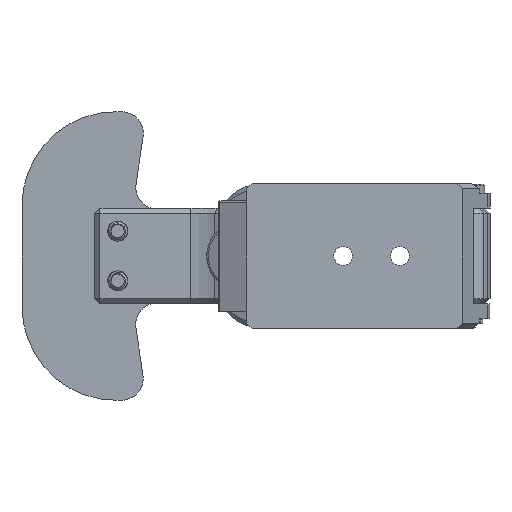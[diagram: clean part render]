
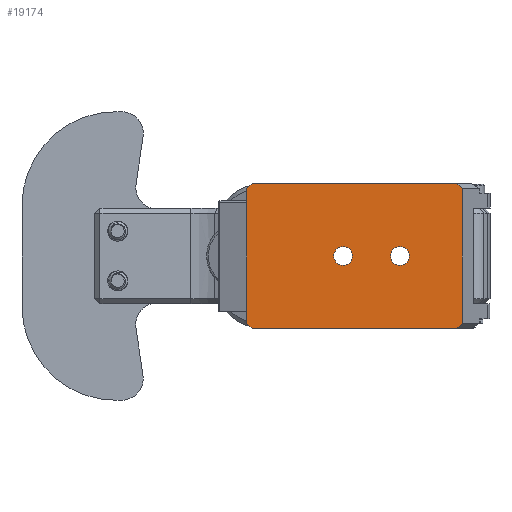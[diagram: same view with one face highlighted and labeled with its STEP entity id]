
A CAD part, front view. The second image highlights one B-rep face of the part: STEP entity #19174.
In plain terms, the highlighted planar face has unit normal (0, -1, 0).
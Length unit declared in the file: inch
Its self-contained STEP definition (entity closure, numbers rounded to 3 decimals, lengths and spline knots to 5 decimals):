
#156 = AXIS2_PLACEMENT_3D ( 'NONE', #1392, #16475, #3572 ) ;
#283 = CARTESIAN_POINT ( 'NONE',  ( 0.79973, 0., -1. ) ) ;
#489 = EDGE_CURVE ( 'NONE', #19366, #16319, #6977, .T. ) ;
#729 = VECTOR ( 'NONE', #21918, 39.37008 ) ;
#740 = CARTESIAN_POINT ( 'NONE',  ( 0.03862, 0., 0. ) ) ;
#1023 = DIRECTION ( 'NONE',  ( -0.741, 0., 0.672 ) ) ;
#1392 = CARTESIAN_POINT ( 'NONE',  ( 1.06299, 0., -0.5 ) ) ;
#1655 = DIRECTION ( 'NONE',  ( 0., 0., -1. ) ) ;
#1725 = ORIENTED_EDGE ( 'NONE', *, *, #6196, .T. ) ;
#1848 = CARTESIAN_POINT ( 'NONE',  ( 0.03862, 0., 0. ) ) ;
#1911 = CARTESIAN_POINT ( 'NONE',  ( 1.45744, 0., 0. ) ) ;
#2679 = DIRECTION ( 'NONE',  ( 0., 1., 0. ) ) ;
#2689 = ORIENTED_EDGE ( 'NONE', *, *, #3573, .T. ) ;
#2927 = VECTOR ( 'NONE', #24411, 39.37008 ) ;
#3225 = LINE ( 'NONE', #7630, #14706 ) ;
#3572 = DIRECTION ( 'NONE',  ( 0., 0., -1. ) ) ;
#3573 = EDGE_CURVE ( 'NONE', #4515, #17471, #25250, .T. ) ;
#3829 = FACE_BOUND ( 'NONE', #6010, .T. ) ;
#3864 = ORIENTED_EDGE ( 'NONE', *, *, #6871, .F. ) ;
#4281 = EDGE_CURVE ( 'NONE', #20590, #4515, #27247, .T. ) ;
#4515 = VERTEX_POINT ( 'NONE', #10065 ) ;
#4557 = CARTESIAN_POINT ( 'NONE',  ( 1.45744, 0., -1. ) ) ;
#5068 = AXIS2_PLACEMENT_3D ( 'NONE', #21614, #8655, #23794 ) ;
#5094 = ORIENTED_EDGE ( 'NONE', *, *, #26155, .T. ) ;
#5335 = ORIENTED_EDGE ( 'NONE', *, *, #6812, .T. ) ;
#5626 = EDGE_LOOP ( 'NONE', ( #2689, #10092, #25412, #16162, #3864, #5094, #1725, #20924 ) ) ;
#6010 = EDGE_LOOP ( 'NONE', ( #26569, #5335 ) ) ;
#6196 = EDGE_CURVE ( 'NONE', #18435, #20590, #26126, .T. ) ;
#6207 = LINE ( 'NONE', #10985, #7145 ) ;
#6329 = VECTOR ( 'NONE', #13510, 39.37008 ) ;
#6498 = LINE ( 'NONE', #283, #729 ) ;
#6520 = CIRCLE ( 'NONE', #14668, 0.06496 ) ;
#6682 = ORIENTED_EDGE ( 'NONE', *, *, #10257, .T. ) ;
#6735 = VERTEX_POINT ( 'NONE', #21355 ) ;
#6812 = EDGE_CURVE ( 'NONE', #15453, #21792, #19329, .T. ) ;
#6871 = EDGE_CURVE ( 'NONE', #26507, #16319, #6207, .T. ) ;
#6977 = LINE ( 'NONE', #17849, #6329 ) ;
#7145 = VECTOR ( 'NONE', #23967, 39.37008 ) ;
#7278 = CARTESIAN_POINT ( 'NONE',  ( 0.03862, 0., -1. ) ) ;
#7630 = CARTESIAN_POINT ( 'NONE',  ( 1.49606, 0., -0.035 ) ) ;
#7900 = ORIENTED_EDGE ( 'NONE', *, *, #15359, .T. ) ;
#8655 = DIRECTION ( 'NONE',  ( 0., 1., 0. ) ) ;
#9279 = CARTESIAN_POINT ( 'NONE',  ( 0.66929, 0., -0.5 ) ) ;
#9290 = VECTOR ( 'NONE', #22268, 39.37008 ) ;
#9755 = CARTESIAN_POINT ( 'NONE',  ( 1.49606, 0., -0.035 ) ) ;
#10065 = CARTESIAN_POINT ( 'NONE',  ( 0., 0., -0.035 ) ) ;
#10092 = ORIENTED_EDGE ( 'NONE', *, *, #23538, .T. ) ;
#10257 = EDGE_CURVE ( 'NONE', #6735, #27770, #13828, .T. ) ;
#10985 = CARTESIAN_POINT ( 'NONE',  ( 1.49606, 0., -0.5 ) ) ;
#11110 = CIRCLE ( 'NONE', #156, 0.06496 ) ;
#11231 = VERTEX_POINT ( 'NONE', #7278 ) ;
#11434 = DIRECTION ( 'NONE',  ( 0., 0., -1. ) ) ;
#12101 = LINE ( 'NONE', #19719, #22955 ) ;
#13510 = DIRECTION ( 'NONE',  ( 0.741, 0., 0.672 ) ) ;
#13828 = CIRCLE ( 'NONE', #26130, 0.06496 ) ;
#14575 = DIRECTION ( 'NONE',  ( 0., -1., 0. ) ) ;
#14668 = AXIS2_PLACEMENT_3D ( 'NONE', #9279, #24403, #11434 ) ;
#14706 = VECTOR ( 'NONE', #1023, 39.37008 ) ;
#15271 = FACE_BOUND ( 'NONE', #15459, .T. ) ;
#15359 = EDGE_CURVE ( 'NONE', #27770, #6735, #11110, .T. ) ;
#15453 = VERTEX_POINT ( 'NONE', #20940 ) ;
#15459 = EDGE_LOOP ( 'NONE', ( #7900, #6682 ) ) ;
#15597 = CARTESIAN_POINT ( 'NONE',  ( 1.06299, 0., -0.5 ) ) ;
#16162 = ORIENTED_EDGE ( 'NONE', *, *, #489, .T. ) ;
#16319 = VERTEX_POINT ( 'NONE', #18806 ) ;
#16475 = DIRECTION ( 'NONE',  ( 0., 1., 0. ) ) ;
#16661 = CARTESIAN_POINT ( 'NONE',  ( 0., 0., -0.965 ) ) ;
#17471 = VERTEX_POINT ( 'NONE', #16661 ) ;
#17757 = DIRECTION ( 'NONE',  ( 0., 0., -1. ) ) ;
#17849 = CARTESIAN_POINT ( 'NONE',  ( 1.45744, 0., -1. ) ) ;
#18435 = VERTEX_POINT ( 'NONE', #1911 ) ;
#18806 = CARTESIAN_POINT ( 'NONE',  ( 1.49606, 0., -0.965 ) ) ;
#18948 = EDGE_CURVE ( 'NONE', #21792, #15453, #6520, .T. ) ;
#19174 = ADVANCED_FACE ( 'NONE', ( #15271, #3829, #20356 ), #25368, .T. ) ;
#19329 = CIRCLE ( 'NONE', #5068, 0.06496 ) ;
#19366 = VERTEX_POINT ( 'NONE', #4557 ) ;
#19719 = CARTESIAN_POINT ( 'NONE',  ( 0., 0., -0.965 ) ) ;
#19871 = EDGE_CURVE ( 'NONE', #19366, #11231, #6498, .T. ) ;
#20352 = VECTOR ( 'NONE', #26179, 39.37008 ) ;
#20356 = FACE_OUTER_BOUND ( 'NONE', #5626, .T. ) ;
#20590 = VERTEX_POINT ( 'NONE', #1848 ) ;
#20639 = CARTESIAN_POINT ( 'NONE',  ( 0., 0., 0. ) ) ;
#20924 = ORIENTED_EDGE ( 'NONE', *, *, #4281, .T. ) ;
#20940 = CARTESIAN_POINT ( 'NONE',  ( 0.66929, 0., -0.43504 ) ) ;
#21355 = CARTESIAN_POINT ( 'NONE',  ( 1.06299, 0., -0.43504 ) ) ;
#21614 = CARTESIAN_POINT ( 'NONE',  ( 0.66929, 0., -0.5 ) ) ;
#21792 = VERTEX_POINT ( 'NONE', #21869 ) ;
#21869 = CARTESIAN_POINT ( 'NONE',  ( 0.66929, 0., -0.56496 ) ) ;
#21909 = DIRECTION ( 'NONE',  ( 0.741, 0., -0.672 ) ) ;
#21918 = DIRECTION ( 'NONE',  ( -1., 0., 0. ) ) ;
#22240 = CARTESIAN_POINT ( 'NONE',  ( 0., 0., -0.5 ) ) ;
#22268 = DIRECTION ( 'NONE',  ( -0.741, 0., -0.672 ) ) ;
#22955 = VECTOR ( 'NONE', #21909, 39.37008 ) ;
#23538 = EDGE_CURVE ( 'NONE', #17471, #11231, #12101, .T. ) ;
#23794 = DIRECTION ( 'NONE',  ( 0., 0., -1. ) ) ;
#23967 = DIRECTION ( 'NONE',  ( 0., 0., -1. ) ) ;
#23997 = CARTESIAN_POINT ( 'NONE',  ( 0.79973, 0., 0. ) ) ;
#24403 = DIRECTION ( 'NONE',  ( 0., 1., 0. ) ) ;
#24411 = DIRECTION ( 'NONE',  ( 0., 0., -1. ) ) ;
#25250 = LINE ( 'NONE', #22240, #2927 ) ;
#25368 = PLANE ( 'NONE',  #26267 ) ;
#25412 = ORIENTED_EDGE ( 'NONE', *, *, #19871, .F. ) ;
#25763 = CARTESIAN_POINT ( 'NONE',  ( 1.06299, 0., -0.56496 ) ) ;
#26126 = LINE ( 'NONE', #23997, #20352 ) ;
#26130 = AXIS2_PLACEMENT_3D ( 'NONE', #15597, #2679, #17757 ) ;
#26155 = EDGE_CURVE ( 'NONE', #26507, #18435, #3225, .T. ) ;
#26179 = DIRECTION ( 'NONE',  ( -1., 0., 0. ) ) ;
#26267 = AXIS2_PLACEMENT_3D ( 'NONE', #20639, #14575, #1655 ) ;
#26507 = VERTEX_POINT ( 'NONE', #9755 ) ;
#26569 = ORIENTED_EDGE ( 'NONE', *, *, #18948, .T. ) ;
#27247 = LINE ( 'NONE', #740, #9290 ) ;
#27770 = VERTEX_POINT ( 'NONE', #25763 ) ;
